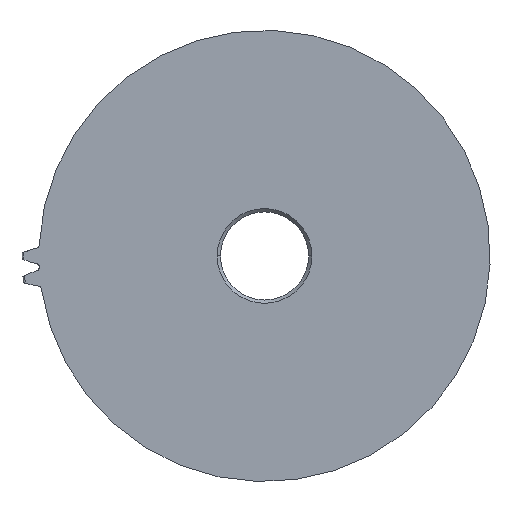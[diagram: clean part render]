
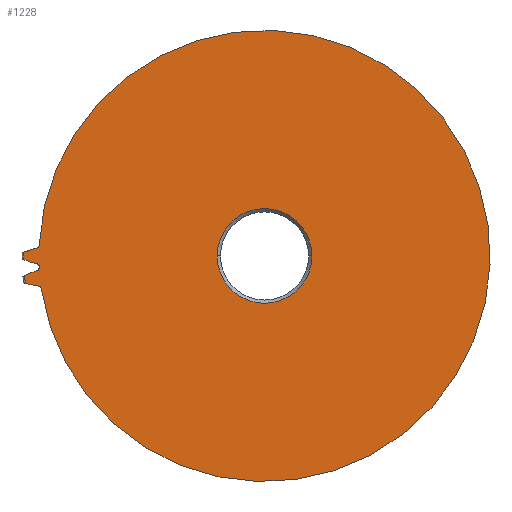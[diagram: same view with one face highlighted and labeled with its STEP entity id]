
A CAD part, left-side view. The second image highlights one B-rep face of the part: STEP entity #1228.
In plain terms, the highlighted planar face has unit normal (-1, 0, 0).
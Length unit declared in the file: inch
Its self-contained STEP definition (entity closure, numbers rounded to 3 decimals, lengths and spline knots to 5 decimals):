
#368=CARTESIAN_POINT('',(-0.0625,0.68221,0.01045));
#369=CARTESIAN_POINT('',(-0.0625,0.68199,0.01054));
#370=CARTESIAN_POINT('',(-0.0625,0.6798,0.01144));
#371=CARTESIAN_POINT('',(-0.0625,0.67562,0.01311));
#372=CARTESIAN_POINT('',(-0.0625,0.66961,0.01533));
#373=CARTESIAN_POINT('',(-0.0625,0.66355,0.01736));
#374=CARTESIAN_POINT('',(-0.0625,0.65741,0.01921));
#375=CARTESIAN_POINT('',(-0.0625,0.65135,0.02083));
#376=CARTESIAN_POINT('',(-0.0625,0.64731,0.02177));
#377=CARTESIAN_POINT('',(-0.0625,0.64535,0.0222));
#379=CARTESIAN_POINT('',(-0.0625,0.64709,0.03014));
#380=DIRECTION('',(-1.,0.,0.));
#381=DIRECTION('',(0.,-0.214,-0.977));
#382=AXIS2_PLACEMENT_3D('',#379,#380,#381);
#384=CARTESIAN_POINT('',(-0.0625,0.64102,-0.09342));
#385=DIRECTION('',(-1.,0.,0.));
#386=DIRECTION('',(0.,-0.99,0.144));
#387=AXIS2_PLACEMENT_3D('',#384,#385,#386);
#389=CARTESIAN_POINT('',(-0.0625,0.64006,-0.08535));
#390=CARTESIAN_POINT('',(-0.0625,0.64206,-0.08511));
#391=CARTESIAN_POINT('',(-0.0625,0.64617,-0.08457));
#392=CARTESIAN_POINT('',(-0.0625,0.65237,-0.08355));
#393=CARTESIAN_POINT('',(-0.0625,0.65865,-0.08232));
#394=CARTESIAN_POINT('',(-0.0625,0.66489,-0.08089));
#395=CARTESIAN_POINT('',(-0.0625,0.67108,-0.07927));
#396=CARTESIAN_POINT('',(-0.0625,0.67541,-0.07802));
#397=CARTESIAN_POINT('',(-0.0625,0.67768,-0.07733));
#398=CARTESIAN_POINT('',(-0.0625,0.6779,-0.07727));
#400=CARTESIAN_POINT('',(-0.0625,0.,0.));
#401=DIRECTION('',(-1.,0.,0.));
#402=DIRECTION('',(0.,0.997,-0.083));
#403=AXIS2_PLACEMENT_3D('',#400,#401,#402);
#405=CARTESIAN_POINT('',(-0.0625,0.67995,-0.05647));
#406=CARTESIAN_POINT('',(-0.0625,0.67974,-0.05636));
#407=CARTESIAN_POINT('',(-0.0625,0.67765,-0.05525));
#408=CARTESIAN_POINT('',(-0.0625,0.67365,-0.05318));
#409=CARTESIAN_POINT('',(-0.0625,0.66789,-0.05038));
#410=CARTESIAN_POINT('',(-0.0625,0.66205,-0.04776));
#411=CARTESIAN_POINT('',(-0.0625,0.65613,-0.04532));
#412=CARTESIAN_POINT('',(-0.0625,0.65025,-0.04311));
#413=CARTESIAN_POINT('',(-0.0625,0.64633,-0.04178));
#414=CARTESIAN_POINT('',(-0.0625,0.64442,-0.04116));
#416=CARTESIAN_POINT('',(-0.0625,0.64693,-0.03343));
#417=DIRECTION('',(-1.,0.,0.));
#418=DIRECTION('',(0.,-0.309,-0.951));
#419=AXIS2_PLACEMENT_3D('',#416,#417,#418);
#421=CARTESIAN_POINT('',(-0.0625,0.64709,-0.03014));
#422=DIRECTION('',(-1.,0.,0.));
#423=DIRECTION('',(0.,-0.999,0.047));
#424=AXIS2_PLACEMENT_3D('',#421,#422,#423);
#426=CARTESIAN_POINT('',(-0.0625,0.64535,-0.0222));
#427=CARTESIAN_POINT('',(-0.0625,0.64731,-0.02177));
#428=CARTESIAN_POINT('',(-0.0625,0.65135,-0.02083));
#429=CARTESIAN_POINT('',(-0.0625,0.65741,-0.01921));
#430=CARTESIAN_POINT('',(-0.0625,0.66355,-0.01736));
#431=CARTESIAN_POINT('',(-0.0625,0.66961,-0.01533));
#432=CARTESIAN_POINT('',(-0.0625,0.67562,-0.01311));
#433=CARTESIAN_POINT('',(-0.0625,0.6798,-0.01144));
#434=CARTESIAN_POINT('',(-0.0625,0.68199,-0.01054));
#435=CARTESIAN_POINT('',(-0.0625,0.68221,-0.01045));
#437=CARTESIAN_POINT('',(-0.0625,0.,0.));
#438=DIRECTION('',(-1.,0.,0.));
#439=DIRECTION('',(0.,1.,0.));
#440=AXIS2_PLACEMENT_3D('',#437,#438,#439);
#442=CARTESIAN_POINT('',(-0.0625,0.,0.));
#443=DIRECTION('',(-1.,0.,0.));
#444=DIRECTION('',(0.,-1.,0.));
#445=AXIS2_PLACEMENT_3D('',#442,#443,#444);
#452=CARTESIAN_POINT('',(-0.0625,0.,0.));
#453=DIRECTION('',(-1.,0.,0.));
#454=DIRECTION('',(0.,1.,0.015));
#455=AXIS2_PLACEMENT_3D('',#452,#453,#454);
#466=CARTESIAN_POINT('',(-0.0625,0.68221,-0.01045));
#499=CARTESIAN_POINT('',(-0.0625,0.,0.));
#500=DIRECTION('',(-1.,0.,0.));
#501=DIRECTION('',(0.,0.999,-0.047));
#502=AXIS2_PLACEMENT_3D('',#499,#500,#501);
#508=CARTESIAN_POINT('',(-0.0625,0.,0.));
#509=DIRECTION('',(-1.,0.,0.));
#510=DIRECTION('',(0.,0.99,-0.144));
#511=AXIS2_PLACEMENT_3D('',#508,#509,#510);
#660=CARTESIAN_POINT('',(-0.0625,0.68221,0.01045));
#747=CARTESIAN_POINT('',(-0.0625,0.64535,0.0222));
#749=VERTEX_POINT('',#747);
#751=CARTESIAN_POINT('',(-0.0625,0.64535,-0.0222));
#753=VERTEX_POINT('',#751);
#755=CARTESIAN_POINT('',(-0.0625,0.63897,0.02976));
#757=VERTEX_POINT('',#755);
#759=CARTESIAN_POINT('',(-0.0625,0.63897,-0.02976));
#761=VERTEX_POINT('',#759);
#763=CARTESIAN_POINT('',(-0.0625,0.64442,-0.04116));
#765=VERTEX_POINT('',#763);
#767=CARTESIAN_POINT('',(-0.0625,0.64006,-0.08535));
#769=VERTEX_POINT('',#767);
#771=CARTESIAN_POINT('',(-0.0625,0.63881,-0.03301));
#773=VERTEX_POINT('',#771);
#775=CARTESIAN_POINT('',(-0.0625,0.63298,-0.09225));
#777=VERTEX_POINT('',#775);
#779=CARTESIAN_POINT('',(-0.0625,0.67995,-0.05647));
#780=CARTESIAN_POINT('',(-0.0625,0.6779,-0.07727));
#781=VERTEX_POINT('',#779);
#782=VERTEX_POINT('',#780);
#788=VERTEX_POINT('',#660);
#791=VERTEX_POINT('',#466);
#807=CARTESIAN_POINT('',(-0.0625,0.13427,0.));
#808=CARTESIAN_POINT('',(-0.0625,-0.13427,0.));
#809=VERTEX_POINT('',#807);
#810=VERTEX_POINT('',#808);
#1192=CARTESIAN_POINT('',(-0.0625,0.,0.));
#1193=DIRECTION('',(1.,0.,0.));
#1194=DIRECTION('',(0.,0.,-1.));
#1195=AXIS2_PLACEMENT_3D('',#1192,#1193,#1194);
#1196=PLANE('',#1195);
#1198=ORIENTED_EDGE('',*,*,#1197,.F.);
#1200=ORIENTED_EDGE('',*,*,#1199,.T.);
#1202=ORIENTED_EDGE('',*,*,#1201,.T.);
#1204=ORIENTED_EDGE('',*,*,#1203,.F.);
#1206=ORIENTED_EDGE('',*,*,#1205,.T.);
#1208=ORIENTED_EDGE('',*,*,#1207,.T.);
#1210=ORIENTED_EDGE('',*,*,#1209,.F.);
#1212=ORIENTED_EDGE('',*,*,#1211,.T.);
#1214=ORIENTED_EDGE('',*,*,#1213,.T.);
#1216=ORIENTED_EDGE('',*,*,#1215,.F.);
#1218=ORIENTED_EDGE('',*,*,#1217,.T.);
#1220=ORIENTED_EDGE('',*,*,#1219,.T.);
#1221=EDGE_LOOP('',(#1198,#1200,#1202,#1204,#1206,#1208,#1210,#1212,#1214,#1216,
#1218,#1220));
#1222=FACE_OUTER_BOUND('',#1221,.F.);
#1223=ORIENTED_EDGE('',*,*,#1182,.T.);
#1225=ORIENTED_EDGE('',*,*,#1224,.T.);
#1226=EDGE_LOOP('',(#1223,#1225));
#1227=FACE_BOUND('',#1226,.F.);
#378=B_SPLINE_CURVE_WITH_KNOTS('',3,(#368,#369,#370,#371,#372,#373,#374,#375,
#376,#377),.UNSPECIFIED.,.F.,.F.,(4,1,1,1,1,1,1,4),(0.,0.01825,
0.18346,0.34868,0.51389,0.67911,
0.84432,1.),.UNSPECIFIED.);
#383=CIRCLE('',#382,0.00813);
#388=CIRCLE('',#387,0.00813);
#399=B_SPLINE_CURVE_WITH_KNOTS('',3,(#389,#390,#391,#392,#393,#394,#395,#396,
#397,#398),.UNSPECIFIED.,.F.,.F.,(4,1,1,1,1,1,1,4),(0.,0.15568,
0.32089,0.48611,0.65132,0.81654,
0.98175,1.),.UNSPECIFIED.);
#404=CIRCLE('',#403,0.68229);
#415=B_SPLINE_CURVE_WITH_KNOTS('',3,(#405,#406,#407,#408,#409,#410,#411,#412,
#413,#414),.UNSPECIFIED.,.F.,.F.,(4,1,1,1,1,1,1,4),(0.,0.01825,
0.18346,0.34868,0.51389,0.67911,
0.84432,1.),.UNSPECIFIED.);
#420=CIRCLE('',#419,0.00813);
#425=CIRCLE('',#424,0.00813);
#436=B_SPLINE_CURVE_WITH_KNOTS('',3,(#426,#427,#428,#429,#430,#431,#432,#433,
#434,#435),.UNSPECIFIED.,.F.,.F.,(4,1,1,1,1,1,1,4),(0.,0.15568,
0.32089,0.48611,0.65132,0.81654,
0.98175,1.),.UNSPECIFIED.);
#441=CIRCLE('',#440,0.13427);
#446=CIRCLE('',#445,0.13427);
#456=CIRCLE('',#455,0.68229);
#503=CIRCLE('',#502,0.63967);
#512=CIRCLE('',#511,0.63967);
#1182=EDGE_CURVE('',#809,#810,#441,.T.);
#1197=EDGE_CURVE('',#788,#791,#456,.T.);
#1199=EDGE_CURVE('',#788,#749,#378,.T.);
#1201=EDGE_CURVE('',#749,#757,#383,.T.);
#1203=EDGE_CURVE('',#777,#757,#512,.T.);
#1205=EDGE_CURVE('',#777,#769,#388,.T.);
#1207=EDGE_CURVE('',#769,#782,#399,.T.);
#1209=EDGE_CURVE('',#781,#782,#404,.T.);
#1211=EDGE_CURVE('',#781,#765,#415,.T.);
#1213=EDGE_CURVE('',#765,#773,#420,.T.);
#1215=EDGE_CURVE('',#761,#773,#503,.T.);
#1217=EDGE_CURVE('',#761,#753,#425,.T.);
#1219=EDGE_CURVE('',#753,#791,#436,.T.);
#1224=EDGE_CURVE('',#810,#809,#446,.T.);
#1228=ADVANCED_FACE('',(#1222,#1227),#1196,.F.);
